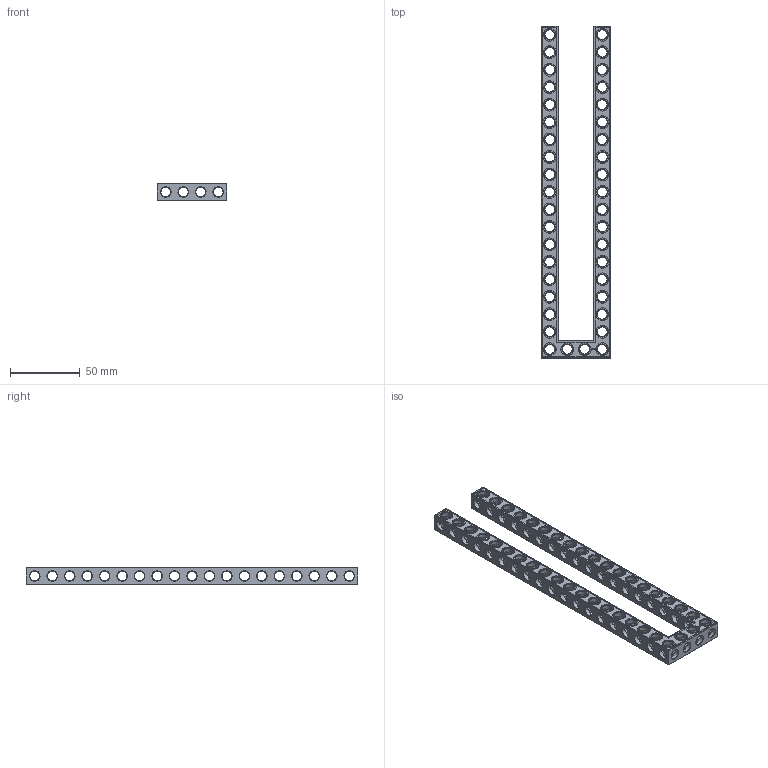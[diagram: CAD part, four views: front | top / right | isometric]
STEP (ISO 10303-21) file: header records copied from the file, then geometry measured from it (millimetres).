
FILE_DESCRIPTION(('FreeCAD Model'),'2;1');
FILE_NAME('Open CASCADE Shape Model','2022-02-23T16:09:12',( 'Paulo Kiefe'),('STEMFIE.org'),'Open CASCADE STEP processor 7.4', 'FreeCAD','Unknown');
FILE_SCHEMA(('AUTOMOTIVE_DESIGN { 1 0 10303 214 1 1 1 1 }'));
Products named in the file (1): Beam_AGD_ESS_USH_SYM_BU04x19x01_-_SPN-BEM-0337_(stemfie.org)
Bounding box: 50 x 237.5 x 12.5 mm (x, y, z)
Volume: 39099 mm3; surface area: 34889.4 mm2
Topology: 1 solids, 1 shells, 991 faces, 3014 edges, 1937 vertices
Faces by surface type: plane 418, cylinder 241, extrusion 170, cone 162
Full cylindrical faces by diameter (mm): 6.98 x40, 7 x161, 9.2 x40
Entity records: 251205 total; most frequent: CARTESIAN_POINT 195417, DIRECTION 8850, ORIENTED_EDGE 6028, PCURVE 6028, DEFINITIONAL_REPRESENTATION 6028, VECTOR 5622, LINE 5452, EDGE_CURVE 3014
